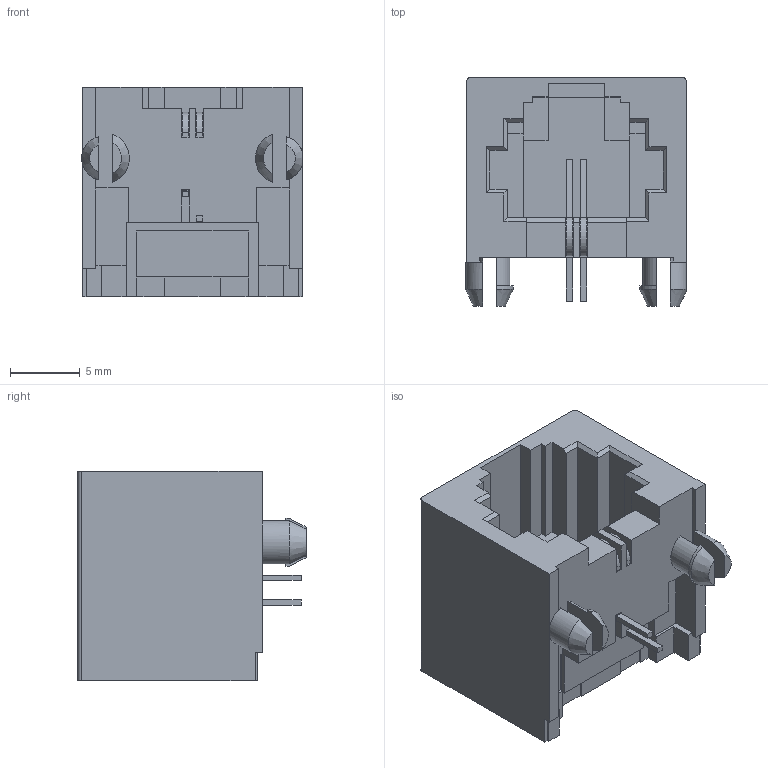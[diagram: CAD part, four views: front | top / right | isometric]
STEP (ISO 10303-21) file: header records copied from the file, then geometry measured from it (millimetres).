
FILE_DESCRIPTION((''),'2;1');
FILE_NAME('438600020','2008-12-17T',('PNB'),(''),'PRO/ENGINEER BY PARAMETRIC TECHNOLOGY CORPORATION, 2003451','PRO/ENGINEER BY PARAMETRIC TECHNOLOGY CORPORATION, 2003451','');
FILE_SCHEMA(('CONFIG_CONTROL_DESIGN'));
Length unit declared in the file: inch
Products named in the file (1): 438600020
Bounding box: 15.81 x 16.36 x 14.99 mm (x, y, z)
Volume: 1903.3 mm3; surface area: 1986.7 mm2
Topology: 1 solids, 1 shells, 186 faces, 521 edges, 344 vertices
Faces by surface type: plane 167, cylinder 15, cone 4
Entity records: 5926 total; most frequent: CARTESIAN_POINT 1075, ORIENTED_EDGE 1018, DIRECTION 940, EDGE_CURVE 509, VECTOR 460, LINE 460, VERTEX_POINT 328, AXIS2_PLACEMENT_3D 240
